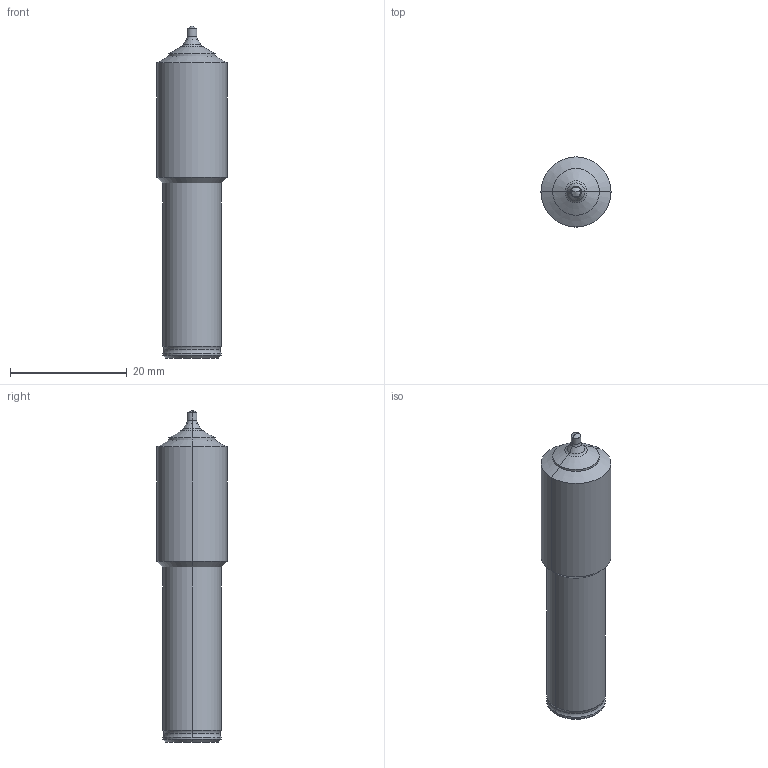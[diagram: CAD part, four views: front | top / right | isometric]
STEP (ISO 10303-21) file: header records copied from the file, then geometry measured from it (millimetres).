
FILE_DESCRIPTION (( 'STEP AP214' ), '1' );
FILE_NAME ('99616-IC08-10F_I9MTB0160.STEP', '2017-03-06T06:48:01', ( 'User' ), ( 'GENUINE' ), 'SwSTEP 2.0', 'SolidWorks 2012', '' );
FILE_SCHEMA (( 'AUTOMOTIVE_DESIGN' ));
Length unit declared in the file: millimetre
Products named in the file (1): 99616-IC08-10F_I9MTB0160
Bounding box: 12 x 12 x 56.9 mm (x, y, z)
Volume: 4813.8 mm3; surface area: 1953.3 mm2
Topology: 1 solids, 1 shells, 31 faces, 62 edges, 31 vertices
Faces by surface type: cone 12, cylinder 10, torus 8, plane 1
Entity records: 964 total; most frequent: DIRECTION 162, CARTESIAN_POINT 123, ORIENTED_EDGE 120, AXIS2_PLACEMENT_3D 70, EDGE_CURVE 60, CIRCLE 38, VERTEX_POINT 31, ADVANCED_FACE 31
